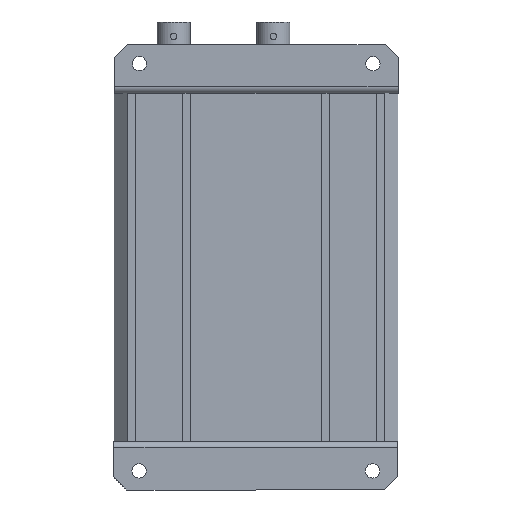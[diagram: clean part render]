
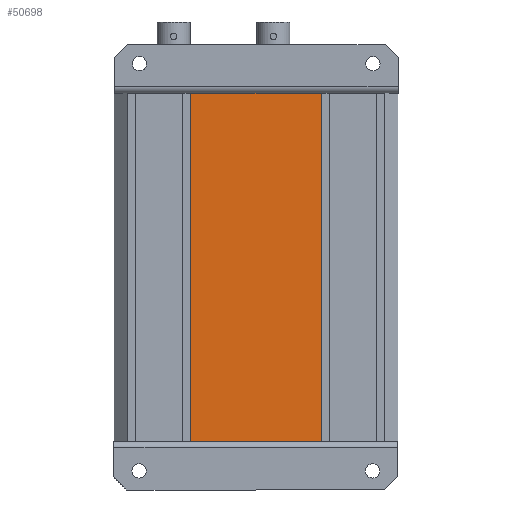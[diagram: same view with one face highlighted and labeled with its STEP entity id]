
A CAD part, front view. The second image highlights one B-rep face of the part: STEP entity #50698.
In plain terms, the highlighted planar face has unit normal (0, -1, 0).
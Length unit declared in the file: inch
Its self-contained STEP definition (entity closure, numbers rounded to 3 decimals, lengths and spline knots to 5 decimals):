
#8621 = CARTESIAN_POINT ( 'NONE',  ( 0., -0.54, -4.02 ) ) ;
#8622 = DIRECTION ( 'NONE',  ( -1., 0., 0. ) ) ;
#9027 = EDGE_CURVE ( 'NONE', #12011, #12012, #10258, .T. ) ;
#9100 = EDGE_CURVE ( 'NONE', #12069, #12084, #10495, .T. ) ;
#9273 = EDGE_CURVE ( 'NONE', #12011, #12069, #10883, .T. ) ;
#9274 = EDGE_CURVE ( 'NONE', #12012, #12084, #10885, .T. ) ;
#10258 = LINE ( 'NONE', #8621, #10261 ) ;
#10261 = VECTOR ( 'NONE', #8622, 39.37008 ) ;
#10478 = EDGE_LOOP ( 'NONE', ( #15758, #15759, #15760, #15761 ) ) ;
#10495 = LINE ( 'NONE', #12215, #10501 ) ;
#10501 = VECTOR ( 'NONE', #12218, 39.37008 ) ;
#10883 = LINE ( 'NONE', #13021, #10887 ) ;
#10885 = LINE ( 'NONE', #13025, #10891 ) ;
#10887 = VECTOR ( 'NONE', #13023, 39.37008 ) ;
#10891 = VECTOR ( 'NONE', #13028, 39.37008 ) ;
#12011 = VERTEX_POINT ( 'NONE', #20739 ) ;
#12012 = VERTEX_POINT ( 'NONE', #20740 ) ;
#12069 = VERTEX_POINT ( 'NONE', #20797 ) ;
#12084 = VERTEX_POINT ( 'NONE', #20812 ) ;
#12215 = CARTESIAN_POINT ( 'NONE',  ( 0., -0.54, 0. ) ) ;
#12218 = DIRECTION ( 'NONE',  ( -1., 0., 0. ) ) ;
#13021 = CARTESIAN_POINT ( 'NONE',  ( 0.755, -0.54, -4.77526 ) ) ;
#13023 = DIRECTION ( 'NONE',  ( 0., 0., 1. ) ) ;
#13025 = CARTESIAN_POINT ( 'NONE',  ( -0.755, -0.54, -4.77526 ) ) ;
#13028 = DIRECTION ( 'NONE',  ( 0., 0., 1. ) ) ;
#15758 = ORIENTED_EDGE ( 'NONE', *, *, #9273, .T. ) ;
#15759 = ORIENTED_EDGE ( 'NONE', *, *, #9100, .T. ) ;
#15760 = ORIENTED_EDGE ( 'NONE', *, *, #9274, .F. ) ;
#15761 = ORIENTED_EDGE ( 'NONE', *, *, #9027, .F. ) ;
#20739 = CARTESIAN_POINT ( 'NONE',  ( 0.755, -0.54, -4.02 ) ) ;
#20740 = CARTESIAN_POINT ( 'NONE',  ( -0.755, -0.54, -4.02 ) ) ;
#20797 = CARTESIAN_POINT ( 'NONE',  ( 0.755, -0.54, 0. ) ) ;
#20812 = CARTESIAN_POINT ( 'NONE',  ( -0.755, -0.54, 0. ) ) ;
#35659 = AXIS2_PLACEMENT_3D ( 'NONE', #40936, #40941, #40942 ) ;
#39542 = FACE_OUTER_BOUND ( 'NONE', #10478, .T. ) ;
#40935 = PLANE ( 'NONE',  #35659 ) ;
#40936 = CARTESIAN_POINT ( 'NONE',  ( 0., -0.54, -4.77526 ) ) ;
#40941 = DIRECTION ( 'NONE',  ( 0., 1., 0. ) ) ;
#40942 = DIRECTION ( 'NONE',  ( 0., 0., 1. ) ) ;
#50698 = ADVANCED_FACE ( 'NONE', ( #39542 ), #40935, .F. ) ;
